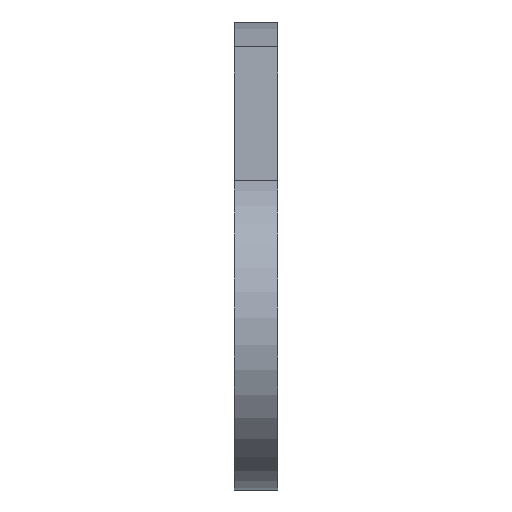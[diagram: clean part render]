
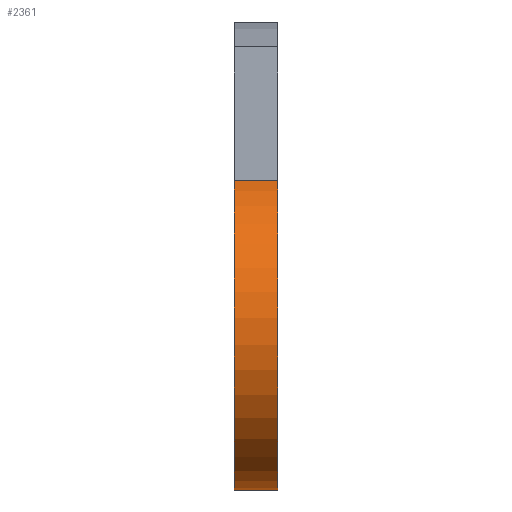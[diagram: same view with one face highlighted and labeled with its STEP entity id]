
A CAD part, left-side view. The second image highlights one B-rep face of the part: STEP entity #2361.
In plain terms, the highlighted cylindrical face has radius 11 mm (diameter 22 mm), a partial arc.
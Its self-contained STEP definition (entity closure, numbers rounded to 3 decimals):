
#30 = EDGE_CURVE ( 'NONE', #1457, #1448, #267, .T. ) ;
#58 = CARTESIAN_POINT ( 'NONE',  ( 0., 3., 0. ) ) ;
#86 = DIRECTION ( 'NONE',  ( 0., 0., 1. ) ) ;
#150 = CIRCLE ( 'NONE', #1753, 11. ) ;
#202 = CARTESIAN_POINT ( 'NONE',  ( 0., 3., -11. ) ) ;
#267 = CIRCLE ( 'NONE', #1513, 11. ) ;
#376 = VERTEX_POINT ( 'NONE', #2709 ) ;
#416 = CARTESIAN_POINT ( 'NONE',  ( -3.681, 3., 10.366 ) ) ;
#447 = VECTOR ( 'NONE', #3147, 1000. ) ;
#549 = FACE_OUTER_BOUND ( 'NONE', #2949, .T. ) ;
#559 = VECTOR ( 'NONE', #1031, 1000. ) ;
#622 = ORIENTED_EDGE ( 'NONE', *, *, #1810, .F. ) ;
#628 = CARTESIAN_POINT ( 'NONE',  ( 0., 3., -11. ) ) ;
#862 = VERTEX_POINT ( 'NONE', #1569 ) ;
#887 = ORIENTED_EDGE ( 'NONE', *, *, #1734, .T. ) ;
#1031 = DIRECTION ( 'NONE',  ( 0., -1., 0. ) ) ;
#1387 = EDGE_CURVE ( 'NONE', #862, #376, #150, .T. ) ;
#1404 = CARTESIAN_POINT ( 'NONE',  ( 0., 3., 0. ) ) ;
#1441 = DIRECTION ( 'NONE',  ( 0., 0., -1. ) ) ;
#1448 = VERTEX_POINT ( 'NONE', #416 ) ;
#1457 = VERTEX_POINT ( 'NONE', #628 ) ;
#1474 = DIRECTION ( 'NONE',  ( 0., 1., 0. ) ) ;
#1513 = AXIS2_PLACEMENT_3D ( 'NONE', #58, #1474, #3131 ) ;
#1558 = DIRECTION ( 'NONE',  ( 0., -1., 0. ) ) ;
#1569 = CARTESIAN_POINT ( 'NONE',  ( 0., 0., -11. ) ) ;
#1589 = DIRECTION ( 'NONE',  ( 0., 1., 0. ) ) ;
#1648 = LINE ( 'NONE', #202, #559 ) ;
#1734 = EDGE_CURVE ( 'NONE', #1457, #862, #1648, .T. ) ;
#1753 = AXIS2_PLACEMENT_3D ( 'NONE', #2191, #1589, #86 ) ;
#1810 = EDGE_CURVE ( 'NONE', #1448, #376, #3067, .T. ) ;
#2191 = CARTESIAN_POINT ( 'NONE',  ( 0., 0., 0. ) ) ;
#2292 = CYLINDRICAL_SURFACE ( 'NONE', #2550, 11. ) ;
#2361 = ADVANCED_FACE ( 'NONE', ( #549 ), #2292, .T. ) ;
#2390 = ORIENTED_EDGE ( 'NONE', *, *, #30, .F. ) ;
#2487 = CARTESIAN_POINT ( 'NONE',  ( -3.681, 3., 10.366 ) ) ;
#2550 = AXIS2_PLACEMENT_3D ( 'NONE', #1404, #1558, #1441 ) ;
#2618 = ORIENTED_EDGE ( 'NONE', *, *, #1387, .T. ) ;
#2709 = CARTESIAN_POINT ( 'NONE',  ( -3.681, 0., 10.366 ) ) ;
#2949 = EDGE_LOOP ( 'NONE', ( #2390, #887, #2618, #622 ) ) ;
#3067 = LINE ( 'NONE', #2487, #447 ) ;
#3131 = DIRECTION ( 'NONE',  ( 0., 0., 1. ) ) ;
#3147 = DIRECTION ( 'NONE',  ( 0., -1., 0. ) ) ;
